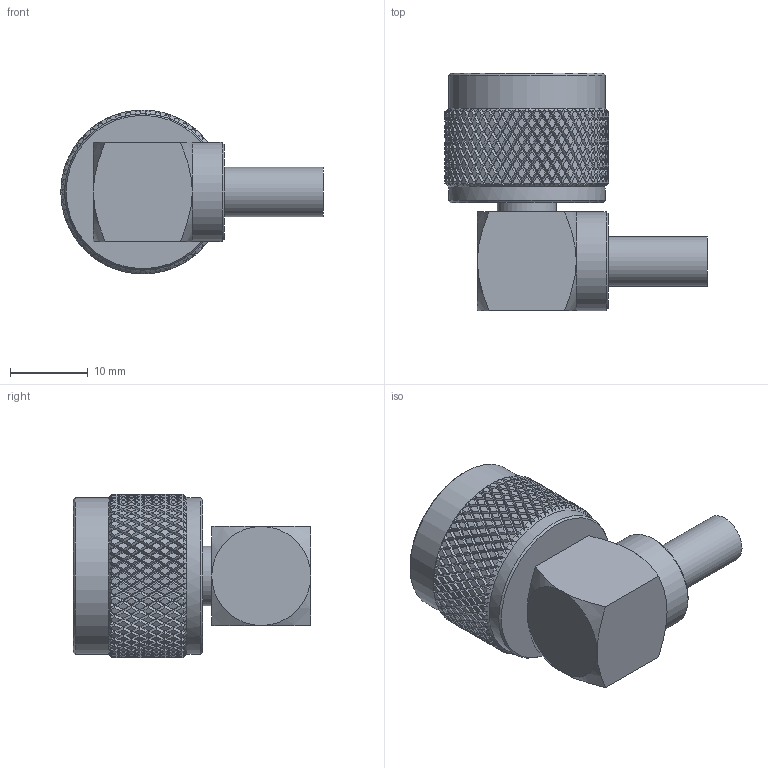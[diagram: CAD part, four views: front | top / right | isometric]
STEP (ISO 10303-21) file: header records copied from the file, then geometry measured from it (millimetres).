
FILE_DESCRIPTION (( 'STEP AP203' ), '1' );
FILE_NAME ('PE44844_3D.STEP', '2020-08-03T14:22:35', ( '' ), ( '' ), 'SwSTEP 2.0', 'SolidWorks 2018', '' );
FILE_SCHEMA (( 'CONFIG_CONTROL_DESIGN' ));
Products named in the file (1): PE44844_3D
Bounding box: 33.61 x 30.48 x 21 mm (x, y, z)
Volume: 6570.9 mm3; surface area: 4861.6 mm2
Topology: 2 solids, 2 shells, 2575 faces, 5422 edges, 2859 vertices
Faces by surface type: bspline 2003, cylinder 518, plane 32, cone 22
Full cylindrical faces by diameter (mm): 1.524 x1, 3.048 x1, 3.3 x1, 4.6 x1, 5.6 x1, 6.35 x1, 6.985 x1, 7.62 x1, 8.255 x1, 12.7 x1, 15.875 x5, 20.054 x1, 20.096 x1
Entity records: 114427 total; most frequent: CARTESIAN_POINT 82143, ORIENTED_EDGE 10758, EDGE_CURVE 5379, VERTEX_POINT 2843, EDGE_LOOP 2602, FACE_OUTER_BOUND 2583, ADVANCED_FACE 2570, B_SPLINE_CURVE_WITH_KNOTS 2230
